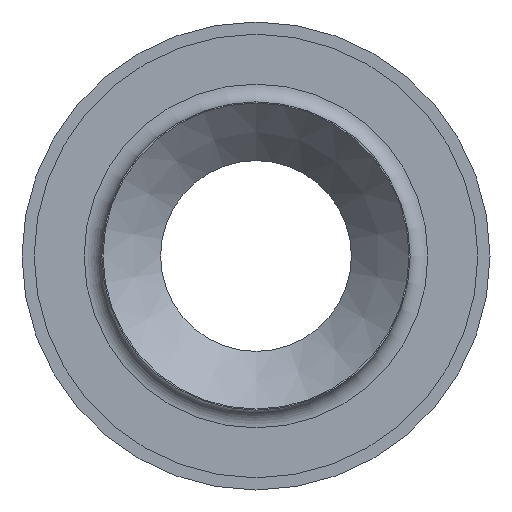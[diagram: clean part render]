
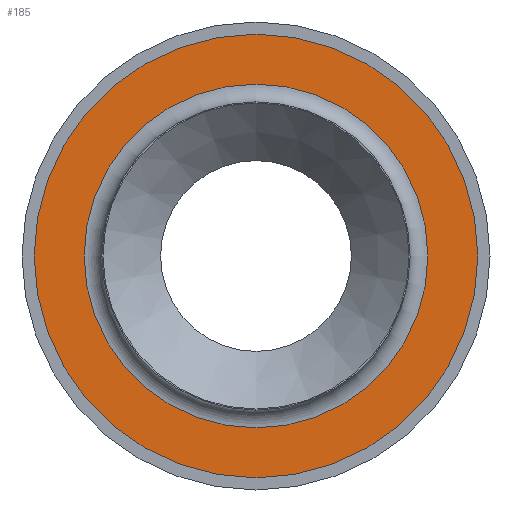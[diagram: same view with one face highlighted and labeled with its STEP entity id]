
A CAD part, left-side view. The second image highlights one B-rep face of the part: STEP entity #185.
In plain terms, the highlighted planar face has unit normal (-1, 0, 0).
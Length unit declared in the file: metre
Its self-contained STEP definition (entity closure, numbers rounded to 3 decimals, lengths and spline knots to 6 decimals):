
#40=ORIENTED_EDGE('',*,*,#68,.F.);
#41=ORIENTED_EDGE('',*,*,#67,.T.);
#67=EDGE_CURVE('',#83,#83,#99,.T.);
#68=EDGE_CURVE('',#84,#84,#100,.T.);
#83=VERTEX_POINT('',#324);
#84=VERTEX_POINT('',#327);
#99=CIRCLE('',#219,0.01);
#100=CIRCLE('',#221,0.00775);
#120=EDGE_LOOP('',(#40));
#121=EDGE_LOOP('',(#41));
#152=FACE_BOUND('',#120,.T.);
#153=FACE_BOUND('',#121,.T.);
#176=PLANE('',#220);
#185=ADVANCED_FACE('',(#152,#153),#176,.F.);
#219=AXIS2_PLACEMENT_3D('',#323,#263,#264);
#220=AXIS2_PLACEMENT_3D('',#325,#265,#266);
#221=AXIS2_PLACEMENT_3D('',#326,#267,#268);
#263=DIRECTION('',(-1.,0.,0.));
#264=DIRECTION('',(0.,0.,1.));
#265=DIRECTION('',(1.,0.,0.));
#266=DIRECTION('',(0.,0.,-1.));
#267=DIRECTION('',(-1.,0.,0.));
#268=DIRECTION('',(0.,0.,1.));
#323=CARTESIAN_POINT('',(-0.014,0.,0.));
#324=CARTESIAN_POINT('',(-0.014,0.,0.01));
#325=CARTESIAN_POINT('',(-0.014,0.,0.008875));
#326=CARTESIAN_POINT('',(-0.014,0.,0.));
#327=CARTESIAN_POINT('',(-0.014,0.,0.00775));
